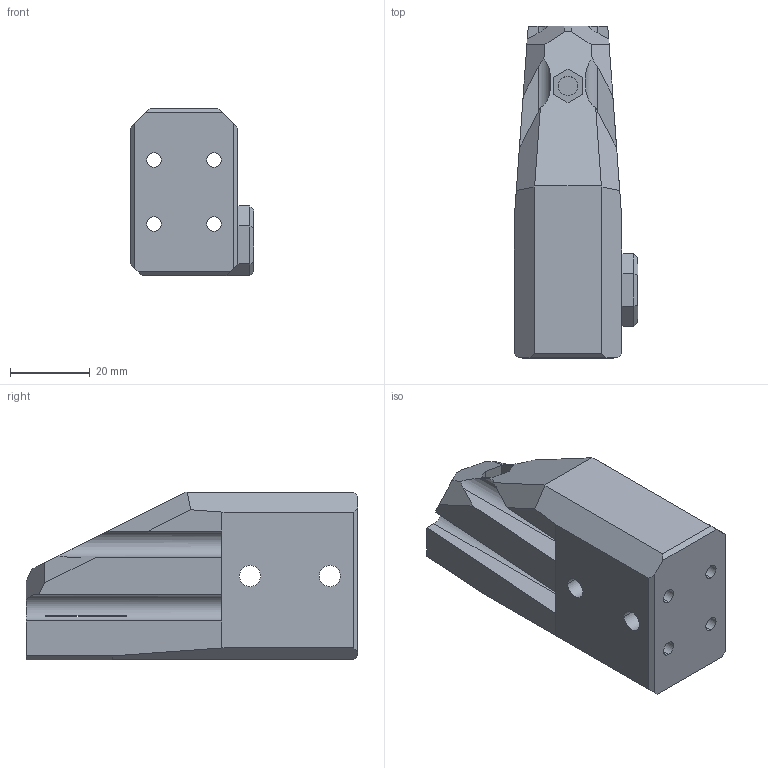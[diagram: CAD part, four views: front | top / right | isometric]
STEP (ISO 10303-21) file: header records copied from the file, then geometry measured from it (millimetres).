
FILE_DESCRIPTION (( 'STEP AP214' ), '1' );
FILE_NAME ('bed_arm_back.STEP', '2021-07-21T20:21:26', ( '' ), ( '' ), 'SwSTEP 2.0', 'SolidWorks 2020', '' );
FILE_SCHEMA (( 'AUTOMOTIVE_DESIGN' ));
Length unit declared in the file: millimetre
Products named in the file (1): bed_arm_back
Bounding box: 31 x 83 x 42 mm (x, y, z)
Volume: 60453.5 mm3; surface area: 17969.6 mm2
Topology: 1 solids, 1 shells, 135 faces, 361 edges, 232 vertices
Faces by surface type: plane 101, cylinder 34
Entity records: 4235 total; most frequent: CARTESIAN_POINT 753, ORIENTED_EDGE 722, DIRECTION 699, EDGE_CURVE 361, LINE 279, VECTOR 279, VERTEX_POINT 232, AXIS2_PLACEMENT_3D 210
